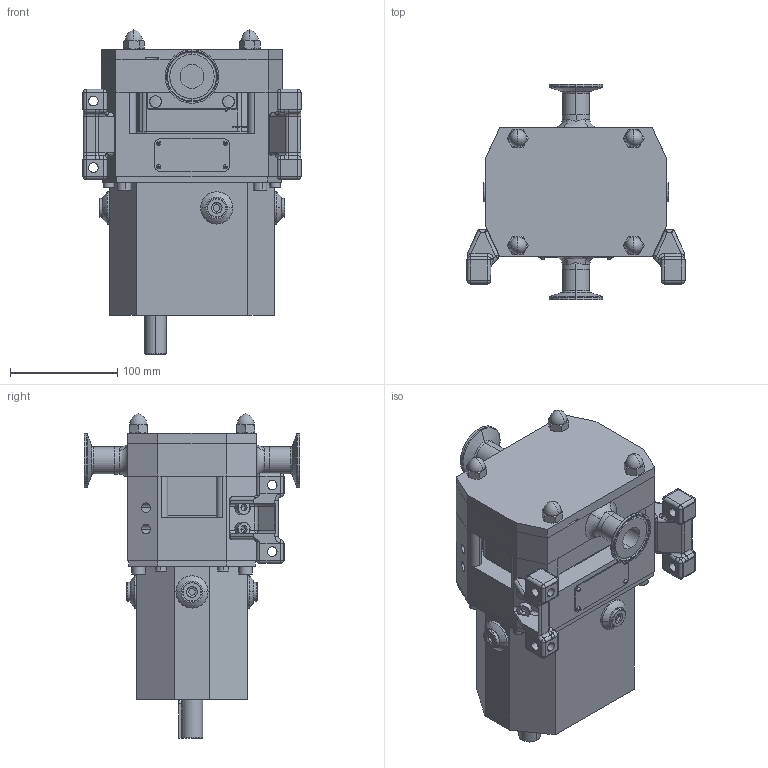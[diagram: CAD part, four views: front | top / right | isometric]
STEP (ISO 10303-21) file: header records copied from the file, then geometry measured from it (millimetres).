
FILE_DESCRIPTION (( 'STEP AP214' ), '1' );
FILE_NAME ('SLBS-TC-LEFT.STEP', '2022-05-13T12:59:23', ( '' ), ( '' ), 'SwSTEP 2.0', 'SolidWorks 2021', '' );
FILE_SCHEMA (( 'AUTOMOTIVE_DESIGN' ));
Length unit declared in the file: millimetre
Products named in the file (3): SLBS-TC-LEFT; Copy of SLBS-0081 V LHD^GA3756; Copy of Z94-5121-11 - 1 INCH^GA3756
Assembly tree (3 placements, depth 2):
  SLBS-TC-LEFT
    Copy of SLBS-0081 V LHD^GA3756
    Copy of Z94-5121-11 - 1 INCH^GA3756  x2
Bounding box: 203.79 x 201 x 302.32 mm (x, y, z)
Volume: 4066771.1 mm3; surface area: 270726.2 mm2
Topology: 3 solids, 3 shells, 1030 faces, 2604 edges, 1547 vertices
Faces by surface type: plane 467, cylinder 309, torus 97, cone 81, sphere 40, bspline 36
Entity records: 35145 total; most frequent: CARTESIAN_POINT 10246, ORIENTED_EDGE 4984, DIRECTION 4871, EDGE_CURVE 2492, AXIS2_PLACEMENT_3D 1792, VERTEX_POINT 1515, VECTOR 1287, LINE 1287
